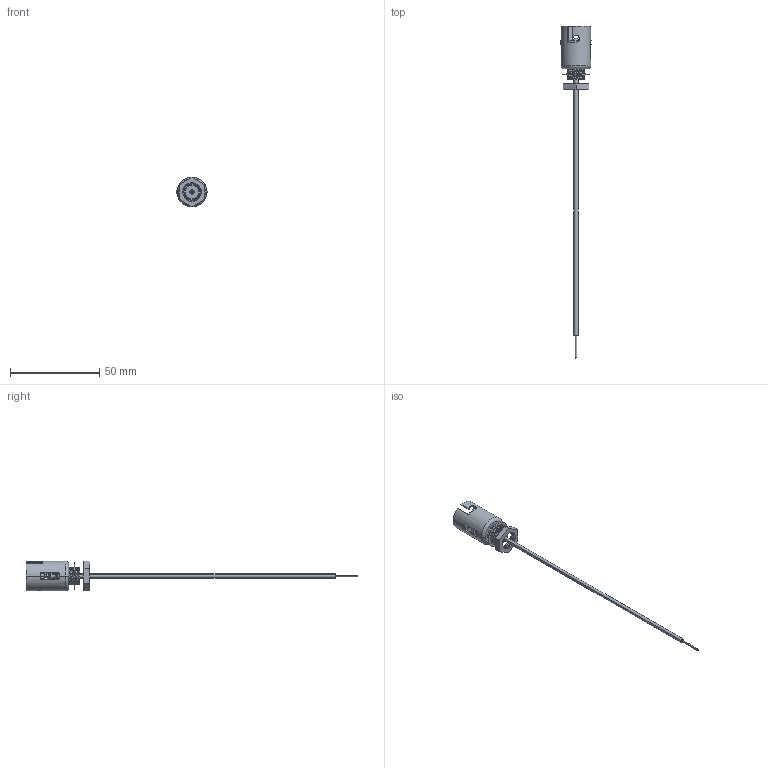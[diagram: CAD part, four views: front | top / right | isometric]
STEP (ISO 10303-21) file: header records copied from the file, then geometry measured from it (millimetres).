
FILE_DESCRIPTION (( 'STEP AP214' ), '1' );
FILE_NAME ('11-230BN.STEP', '2018-10-09T23:45:46', ( 'user' ), ( 'Microsoft' ), 'SwSTEP 2.0', 'SolidWorks 2018', '' );
FILE_SCHEMA (( 'AUTOMOTIVE_DESIGN' ));
Length unit declared in the file: foot
Products named in the file (9): 8700011552; 83001515XX_P101634; 97048XXXXX_Mounting Bushing_crimp; 7601950008 - Wire 18-11C Black_6.5"; 84005210xx; 5800070813; 80000116xx; 11-230BN; 7700051528 P740924 Lock Washer
Assembly tree (8 placements, depth 2):
  11-230BN
    80000116xx
    5800070813
    84005210xx
    7601950008 - Wire 18-11C Black_6.5"
    97048XXXXX_Mounting Bushing_crimp
    83001515XX_P101634
    8700011552
    7700051528 P740924 Lock Washer
Bounding box: 16.93 x 186.36 x 16.68 mm (x, y, z)
Volume: 2498.6 mm3; surface area: 6079.5 mm2
Topology: 8 solids, 8 shells, 290 faces, 781 edges, 516 vertices
Faces by surface type: plane 148, cylinder 70, bspline 58, torus 10, cone 4
Entity records: 15819 total; most frequent: CARTESIAN_POINT 8413, ORIENTED_EDGE 1554, DIRECTION 1264, EDGE_CURVE 777, VERTEX_POINT 516, VECTOR 434, LINE 434, AXIS2_PLACEMENT_3D 415
